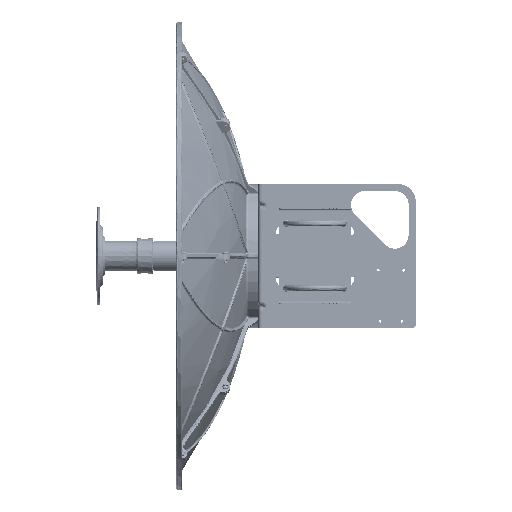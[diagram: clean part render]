
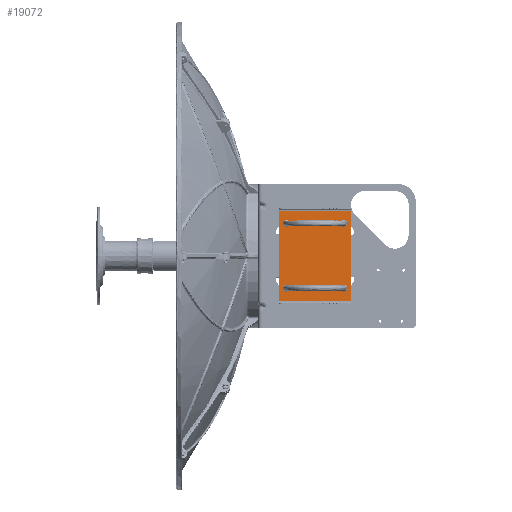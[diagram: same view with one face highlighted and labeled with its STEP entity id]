
A CAD part, top view. The second image highlights one B-rep face of the part: STEP entity #19072.
In plain terms, the highlighted planar face has unit normal (0, 0, 1).
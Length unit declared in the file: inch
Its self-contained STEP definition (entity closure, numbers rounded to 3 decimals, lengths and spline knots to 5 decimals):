
#3079 = DIRECTION ( 'NONE',  ( 0., 0., -1. ) ) ;
#16559 = EDGE_CURVE ( 'NONE', #239928, #279092, #69022, .T. ) ;
#18431 = DIRECTION ( 'NONE',  ( 0., 0., -1. ) ) ;
#18537 = DIRECTION ( 'NONE',  ( 0., 0., -1. ) ) ;
#19072 = ADVANCED_FACE ( 'NONE', ( #423999, #383582, #302721, #97995, #515437 ), #25183, .T. ) ;
#19844 = CARTESIAN_POINT ( 'NONE',  ( 9.44094, -2.57953, 4.13386 ) ) ;
#25100 = DIRECTION ( 'NONE',  ( 0., -1., 0. ) ) ;
#25183 = PLANE ( 'NONE',  #372285 ) ;
#33968 = EDGE_CURVE ( 'NONE', #271673, #220767, #489107, .T. ) ;
#34453 = DIRECTION ( 'NONE',  ( 0., 1., 0. ) ) ;
#47250 = CIRCLE ( 'NONE', #417156, 0.17717 ) ;
#47327 = ORIENTED_EDGE ( 'NONE', *, *, #160115, .F. ) ;
#49604 = EDGE_CURVE ( 'NONE', #279092, #436671, #180491, .T. ) ;
#69022 = LINE ( 'NONE', #524177, #140697 ) ;
#79071 = EDGE_LOOP ( 'NONE', ( #370043, #320182 ) ) ;
#86279 = VERTEX_POINT ( 'NONE', #195081 ) ;
#89016 = ORIENTED_EDGE ( 'NONE', *, *, #33968, .T. ) ;
#94652 = CARTESIAN_POINT ( 'NONE',  ( 5.8189, 1.59449, 4.13386 ) ) ;
#97010 = AXIS2_PLACEMENT_3D ( 'NONE', #271574, #18431, #309272 ) ;
#97316 = CARTESIAN_POINT ( 'NONE',  ( 5.8189, -1.77165, 4.13386 ) ) ;
#97583 = AXIS2_PLACEMENT_3D ( 'NONE', #419740, #513160, #181885 ) ;
#97995 = FACE_BOUND ( 'NONE', #159658, .T. ) ;
#98938 = AXIS2_PLACEMENT_3D ( 'NONE', #97316, #218595, #428624 ) ;
#99351 = CARTESIAN_POINT ( 'NONE',  ( 5.8189, 1.77165, 4.13386 ) ) ;
#101790 = DIRECTION ( 'NONE',  ( 0., 0., -1. ) ) ;
#117915 = LINE ( 'NONE', #381000, #131096 ) ;
#118164 = CARTESIAN_POINT ( 'NONE',  ( 8.9685, 1.59449, 4.13386 ) ) ;
#126738 = VERTEX_POINT ( 'NONE', #521673 ) ;
#130469 = CARTESIAN_POINT ( 'NONE',  ( 5.8189, 1.94882, 4.13386 ) ) ;
#131096 = VECTOR ( 'NONE', #34453, 39.37008 ) ;
#131531 = EDGE_CURVE ( 'NONE', #230092, #293861, #286812, .T. ) ;
#138295 = EDGE_CURVE ( 'NONE', #126738, #489767, #47250, .T. ) ;
#140697 = VECTOR ( 'NONE', #235997, 39.37008 ) ;
#144685 = ORIENTED_EDGE ( 'NONE', *, *, #532849, .T. ) ;
#148048 = CIRCLE ( 'NONE', #466445, 0.17717 ) ;
#159658 = EDGE_LOOP ( 'NONE', ( #89016, #196010 ) ) ;
#160115 = EDGE_CURVE ( 'NONE', #239928, #86279, #231261, .T. ) ;
#180491 = LINE ( 'NONE', #231562, #287703 ) ;
#181885 = DIRECTION ( 'NONE',  ( 0., -1., 0. ) ) ;
#184169 = DIRECTION ( 'NONE',  ( 0., 0., 1. ) ) ;
#188703 = VERTEX_POINT ( 'NONE', #434507 ) ;
#190831 = DIRECTION ( 'NONE',  ( 1., 0., 0. ) ) ;
#195081 = CARTESIAN_POINT ( 'NONE',  ( 9.3622, 2.48031, 4.13386 ) ) ;
#196010 = ORIENTED_EDGE ( 'NONE', *, *, #359685, .T. ) ;
#207735 = CARTESIAN_POINT ( 'NONE',  ( 5.4252, 2.48031, 4.13386 ) ) ;
#210547 = CARTESIAN_POINT ( 'NONE',  ( 8.9685, 1.77165, 4.13386 ) ) ;
#218595 = DIRECTION ( 'NONE',  ( 0., 0., -1. ) ) ;
#219343 = CIRCLE ( 'NONE', #98938, 0.17717 ) ;
#220767 = VERTEX_POINT ( 'NONE', #263034 ) ;
#223257 = AXIS2_PLACEMENT_3D ( 'NONE', #356364, #518030, #25100 ) ;
#224905 = VECTOR ( 'NONE', #190831, 39.37008 ) ;
#230092 = VERTEX_POINT ( 'NONE', #130469 ) ;
#231261 = LINE ( 'NONE', #395573, #224905 ) ;
#231562 = CARTESIAN_POINT ( 'NONE',  ( 7.3937, -2.48031, 4.13386 ) ) ;
#235997 = DIRECTION ( 'NONE',  ( 0., -1., 0. ) ) ;
#239928 = VERTEX_POINT ( 'NONE', #207735 ) ;
#242327 = ORIENTED_EDGE ( 'NONE', *, *, #49604, .T. ) ;
#242331 = EDGE_CURVE ( 'NONE', #377678, #188703, #518514, .T. ) ;
#246199 = DIRECTION ( 'NONE',  ( 0., -1., 0. ) ) ;
#263034 = CARTESIAN_POINT ( 'NONE',  ( 8.9685, -1.59449, 4.13386 ) ) ;
#263998 = DIRECTION ( 'NONE',  ( 1., 0., 0. ) ) ;
#266136 = DIRECTION ( 'NONE',  ( 0., -1., 0. ) ) ;
#271574 = CARTESIAN_POINT ( 'NONE',  ( 5.8189, -1.77165, 4.13386 ) ) ;
#271673 = VERTEX_POINT ( 'NONE', #284517 ) ;
#274793 = CIRCLE ( 'NONE', #223257, 0.17717 ) ;
#279092 = VERTEX_POINT ( 'NONE', #420208 ) ;
#284517 = CARTESIAN_POINT ( 'NONE',  ( 8.9685, -1.94882, 4.13386 ) ) ;
#285199 = ORIENTED_EDGE ( 'NONE', *, *, #242331, .T. ) ;
#286812 = CIRCLE ( 'NONE', #97583, 0.17717 ) ;
#287703 = VECTOR ( 'NONE', #263998, 39.37008 ) ;
#288686 = DIRECTION ( 'NONE',  ( 0., -1., 0. ) ) ;
#293861 = VERTEX_POINT ( 'NONE', #94652 ) ;
#297233 = CARTESIAN_POINT ( 'NONE',  ( 8.9685, -1.77165, 4.13386 ) ) ;
#297949 = EDGE_LOOP ( 'NONE', ( #242327, #303072, #47327, #339179 ) ) ;
#302721 = FACE_BOUND ( 'NONE', #398902, .T. ) ;
#303072 = ORIENTED_EDGE ( 'NONE', *, *, #367016, .T. ) ;
#309272 = DIRECTION ( 'NONE',  ( 0., -1., 0. ) ) ;
#316012 = DIRECTION ( 'NONE',  ( 0., 1., 0. ) ) ;
#320182 = ORIENTED_EDGE ( 'NONE', *, *, #138295, .T. ) ;
#320645 = AXIS2_PLACEMENT_3D ( 'NONE', #99351, #18537, #457786 ) ;
#323126 = EDGE_CURVE ( 'NONE', #489767, #126738, #274793, .T. ) ;
#339179 = ORIENTED_EDGE ( 'NONE', *, *, #16559, .T. ) ;
#356364 = CARTESIAN_POINT ( 'NONE',  ( 8.9685, 1.77165, 4.13386 ) ) ;
#359685 = EDGE_CURVE ( 'NONE', #220767, #271673, #148048, .T. ) ;
#366782 = EDGE_CURVE ( 'NONE', #293861, #230092, #441050, .T. ) ;
#367016 = EDGE_CURVE ( 'NONE', #436671, #86279, #117915, .T. ) ;
#370043 = ORIENTED_EDGE ( 'NONE', *, *, #323126, .T. ) ;
#372285 = AXIS2_PLACEMENT_3D ( 'NONE', #19844, #184169, #316012 ) ;
#377678 = VERTEX_POINT ( 'NONE', #522918 ) ;
#381000 = CARTESIAN_POINT ( 'NONE',  ( 9.3622, 0., 4.13386 ) ) ;
#383582 = FACE_BOUND ( 'NONE', #523430, .T. ) ;
#394784 = ORIENTED_EDGE ( 'NONE', *, *, #131531, .T. ) ;
#395573 = CARTESIAN_POINT ( 'NONE',  ( 7.3937, 2.48031, 4.13386 ) ) ;
#398902 = EDGE_LOOP ( 'NONE', ( #144685, #285199 ) ) ;
#417156 = AXIS2_PLACEMENT_3D ( 'NONE', #210547, #3079, #288686 ) ;
#419740 = CARTESIAN_POINT ( 'NONE',  ( 5.8189, 1.77165, 4.13386 ) ) ;
#420208 = CARTESIAN_POINT ( 'NONE',  ( 5.4252, -2.48031, 4.13386 ) ) ;
#423999 = FACE_BOUND ( 'NONE', #79071, .T. ) ;
#427799 = CARTESIAN_POINT ( 'NONE',  ( 8.9685, -1.77165, 4.13386 ) ) ;
#428624 = DIRECTION ( 'NONE',  ( 0., -1., 0. ) ) ;
#434507 = CARTESIAN_POINT ( 'NONE',  ( 5.8189, -1.94882, 4.13386 ) ) ;
#436671 = VERTEX_POINT ( 'NONE', #478454 ) ;
#441050 = CIRCLE ( 'NONE', #320645, 0.17717 ) ;
#456203 = DIRECTION ( 'NONE',  ( 0., 0., -1. ) ) ;
#457786 = DIRECTION ( 'NONE',  ( 0., -1., 0. ) ) ;
#466445 = AXIS2_PLACEMENT_3D ( 'NONE', #297233, #456203, #246199 ) ;
#478454 = CARTESIAN_POINT ( 'NONE',  ( 9.3622, -2.48031, 4.13386 ) ) ;
#489107 = CIRCLE ( 'NONE', #514879, 0.17717 ) ;
#489767 = VERTEX_POINT ( 'NONE', #118164 ) ;
#512970 = ORIENTED_EDGE ( 'NONE', *, *, #366782, .T. ) ;
#513160 = DIRECTION ( 'NONE',  ( 0., 0., -1. ) ) ;
#514879 = AXIS2_PLACEMENT_3D ( 'NONE', #427799, #101790, #266136 ) ;
#515437 = FACE_OUTER_BOUND ( 'NONE', #297949, .T. ) ;
#518030 = DIRECTION ( 'NONE',  ( 0., 0., -1. ) ) ;
#518514 = CIRCLE ( 'NONE', #97010, 0.17717 ) ;
#521673 = CARTESIAN_POINT ( 'NONE',  ( 8.9685, 1.94882, 4.13386 ) ) ;
#522918 = CARTESIAN_POINT ( 'NONE',  ( 5.8189, -1.59449, 4.13386 ) ) ;
#523430 = EDGE_LOOP ( 'NONE', ( #512970, #394784 ) ) ;
#524177 = CARTESIAN_POINT ( 'NONE',  ( 5.4252, 0., 4.13386 ) ) ;
#532849 = EDGE_CURVE ( 'NONE', #188703, #377678, #219343, .T. ) ;
